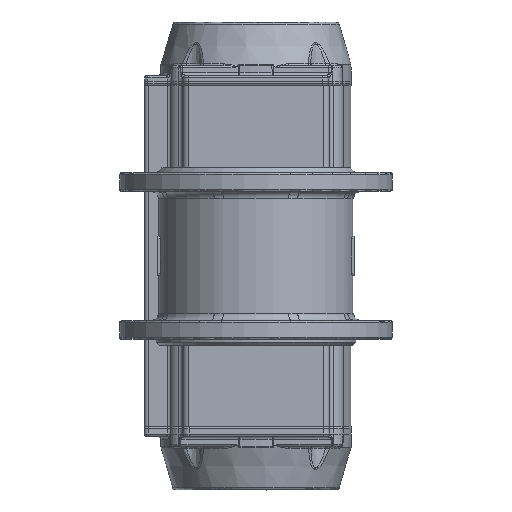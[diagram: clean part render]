
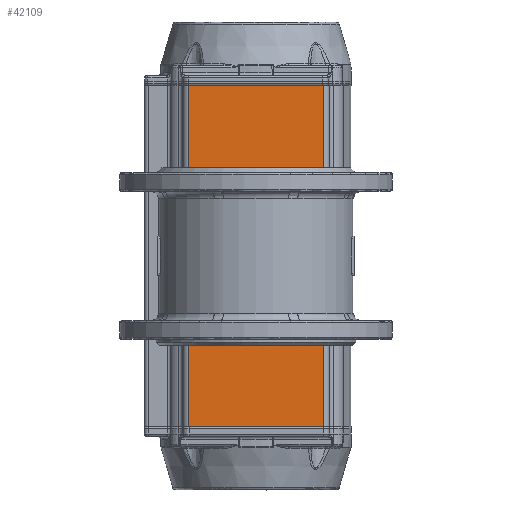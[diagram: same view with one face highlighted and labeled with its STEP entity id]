
A CAD part, front view. The second image highlights one B-rep face of the part: STEP entity #42109.
In plain terms, the highlighted planar face has unit normal (0, -1, 0).
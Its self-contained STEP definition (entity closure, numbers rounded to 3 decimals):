
#4826=LINE('',#97926,#7298);
#4827=LINE('',#97928,#7299);
#4828=LINE('',#97930,#7300);
#4829=LINE('',#97932,#7301);
#7298=VECTOR('',#50639,1000.);
#7299=VECTOR('',#50642,1000.);
#7300=VECTOR('',#50643,1000.);
#7301=VECTOR('',#50644,1000.);
#12105=ORIENTED_EDGE('',*,*,#23391,.F.);
#12106=ORIENTED_EDGE('',*,*,#23390,.T.);
#12107=ORIENTED_EDGE('',*,*,#23392,.T.);
#12108=ORIENTED_EDGE('',*,*,#23393,.F.);
#12109=ORIENTED_EDGE('',*,*,#23394,.T.);
#12110=ORIENTED_EDGE('',*,*,#23395,.T.);
#12111=ORIENTED_EDGE('',*,*,#23396,.T.);
#12112=ORIENTED_EDGE('',*,*,#23397,.T.);
#12113=ORIENTED_EDGE('',*,*,#23398,.T.);
#12114=ORIENTED_EDGE('',*,*,#23399,.T.);
#12115=ORIENTED_EDGE('',*,*,#23400,.T.);
#12116=ORIENTED_EDGE('',*,*,#23401,.T.);
#12117=ORIENTED_EDGE('',*,*,#23402,.T.);
#23390=EDGE_CURVE('',#29290,#29291,#4826,.T.);
#23391=EDGE_CURVE('',#29290,#29292,#4827,.T.);
#23392=EDGE_CURVE('',#29291,#29293,#4828,.T.);
#23393=EDGE_CURVE('',#29292,#29293,#4829,.T.);
#23394=EDGE_CURVE('',#29294,#29294,#32742,.T.);
#23395=EDGE_CURVE('',#29295,#29295,#32743,.T.);
#23396=EDGE_CURVE('',#29296,#29296,#32744,.T.);
#23397=EDGE_CURVE('',#29297,#29297,#32745,.T.);
#23398=EDGE_CURVE('',#29298,#29298,#32746,.T.);
#23399=EDGE_CURVE('',#29299,#29299,#32747,.T.);
#23400=EDGE_CURVE('',#29300,#29300,#32748,.T.);
#23401=EDGE_CURVE('',#29301,#29301,#32749,.T.);
#23402=EDGE_CURVE('',#29302,#29302,#32750,.T.);
#29290=VERTEX_POINT('',#97923);
#29291=VERTEX_POINT('',#97925);
#29292=VERTEX_POINT('',#97929);
#29293=VERTEX_POINT('',#97931);
#29294=VERTEX_POINT('',#97934);
#29295=VERTEX_POINT('',#97936);
#29296=VERTEX_POINT('',#97938);
#29297=VERTEX_POINT('',#97940);
#29298=VERTEX_POINT('',#97942);
#29299=VERTEX_POINT('',#97944);
#29300=VERTEX_POINT('',#97946);
#29301=VERTEX_POINT('',#97948);
#29302=VERTEX_POINT('',#97950);
#32742=CIRCLE('',#45287,4.188);
#32743=CIRCLE('',#45288,4.188);
#32744=CIRCLE('',#45289,4.188);
#32745=CIRCLE('',#45290,4.188);
#32746=CIRCLE('',#45291,5.053);
#32747=CIRCLE('',#45292,5.053);
#32748=CIRCLE('',#45293,5.053);
#32749=CIRCLE('',#45294,5.053);
#32750=CIRCLE('',#45295,32.481);
#34953=EDGE_LOOP('',(#12105,#12106,#12107,#12108));
#34954=EDGE_LOOP('',(#12109));
#34955=EDGE_LOOP('',(#12110));
#34956=EDGE_LOOP('',(#12111));
#34957=EDGE_LOOP('',(#12112));
#34958=EDGE_LOOP('',(#12113));
#34959=EDGE_LOOP('',(#12114));
#34960=EDGE_LOOP('',(#12115));
#34961=EDGE_LOOP('',(#12116));
#34962=EDGE_LOOP('',(#12117));
#38163=FACE_BOUND('',#34953,.T.);
#38164=FACE_BOUND('',#34954,.T.);
#38165=FACE_BOUND('',#34955,.T.);
#38166=FACE_BOUND('',#34956,.T.);
#38167=FACE_BOUND('',#34957,.T.);
#38168=FACE_BOUND('',#34958,.T.);
#38169=FACE_BOUND('',#34959,.T.);
#38170=FACE_BOUND('',#34960,.T.);
#38171=FACE_BOUND('',#34961,.T.);
#38172=FACE_BOUND('',#34962,.T.);
#40895=PLANE('',#45286);
#42109=ADVANCED_FACE('',(#38163,#38164,#38165,#38166,#38167,#38168,#38169,
#38170,#38171,#38172),#40895,.T.);
#45286=AXIS2_PLACEMENT_3D('',#97927,#50640,#50641);
#45287=AXIS2_PLACEMENT_3D('',#97933,#50645,#50646);
#45288=AXIS2_PLACEMENT_3D('',#97935,#50647,#50648);
#45289=AXIS2_PLACEMENT_3D('',#97937,#50649,#50650);
#45290=AXIS2_PLACEMENT_3D('',#97939,#50651,#50652);
#45291=AXIS2_PLACEMENT_3D('',#97941,#50653,#50654);
#45292=AXIS2_PLACEMENT_3D('',#97943,#50655,#50656);
#45293=AXIS2_PLACEMENT_3D('',#97945,#50657,#50658);
#45294=AXIS2_PLACEMENT_3D('',#97947,#50659,#50660);
#45295=AXIS2_PLACEMENT_3D('',#97949,#50661,#50662);
#50639=DIRECTION('',(0.,0.,-1.));
#50640=DIRECTION('',(0.,-1.,0.));
#50641=DIRECTION('',(0.,0.,-1.));
#50642=DIRECTION('',(1.,0.,0.));
#50643=DIRECTION('',(1.,0.,0.));
#50644=DIRECTION('',(0.,0.,-1.));
#50645=DIRECTION('',(0.,1.,0.));
#50646=DIRECTION('',(0.,0.,-1.));
#50647=DIRECTION('',(0.,1.,0.));
#50648=DIRECTION('',(0.,0.,-1.));
#50649=DIRECTION('',(0.,1.,0.));
#50650=DIRECTION('',(0.,0.,-1.));
#50651=DIRECTION('',(0.,1.,0.));
#50652=DIRECTION('',(0.,0.,-1.));
#50653=DIRECTION('',(0.,1.,0.));
#50654=DIRECTION('',(0.,0.,-1.));
#50655=DIRECTION('',(0.,1.,0.));
#50656=DIRECTION('',(0.,0.,-1.));
#50657=DIRECTION('',(0.,1.,0.));
#50658=DIRECTION('',(0.,0.,-1.));
#50659=DIRECTION('',(0.,1.,0.));
#50660=DIRECTION('',(0.,0.,-1.));
#50661=DIRECTION('',(0.,1.,0.));
#50662=DIRECTION('',(0.,0.,-1.));
#97923=CARTESIAN_POINT('',(-54.,-89.,275.));
#97925=CARTESIAN_POINT('',(-54.,-89.,0.));
#97926=CARTESIAN_POINT('',(-54.,-89.,0.));
#97927=CARTESIAN_POINT('',(-54.,-89.,0.));
#97928=CARTESIAN_POINT('',(8.781,-89.,275.));
#97929=CARTESIAN_POINT('',(54.,-89.,275.));
#97930=CARTESIAN_POINT('',(8.781,-89.,0.));
#97931=CARTESIAN_POINT('',(54.,-89.,0.));
#97932=CARTESIAN_POINT('',(54.,-89.,0.));
#97933=CARTESIAN_POINT('',(36.062,-89.,173.562));
#97934=CARTESIAN_POINT('',(36.062,-89.,169.374));
#97935=CARTESIAN_POINT('',(-36.062,-89.,173.562));
#97936=CARTESIAN_POINT('',(-36.062,-89.,169.374));
#97937=CARTESIAN_POINT('',(-36.062,-89.,101.438));
#97938=CARTESIAN_POINT('',(-36.062,-89.,97.25));
#97939=CARTESIAN_POINT('',(36.062,-89.,101.438));
#97940=CARTESIAN_POINT('',(36.062,-89.,97.25));
#97941=CARTESIAN_POINT('',(-44.194,-89.,181.694));
#97942=CARTESIAN_POINT('',(-44.194,-89.,176.641));
#97943=CARTESIAN_POINT('',(-44.194,-89.,93.306));
#97944=CARTESIAN_POINT('',(-44.194,-89.,88.253));
#97945=CARTESIAN_POINT('',(44.194,-89.,93.306));
#97946=CARTESIAN_POINT('',(44.194,-89.,88.253));
#97947=CARTESIAN_POINT('',(44.194,-89.,181.694));
#97948=CARTESIAN_POINT('',(44.194,-89.,176.641));
#97949=CARTESIAN_POINT('',(0.,-89.,137.5));
#97950=CARTESIAN_POINT('',(0.,-89.,105.019));
